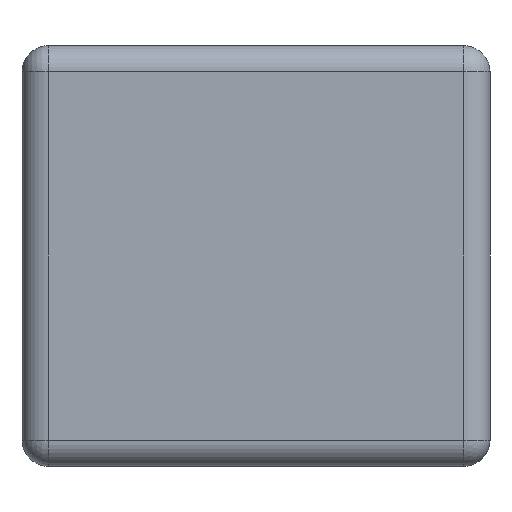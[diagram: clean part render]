
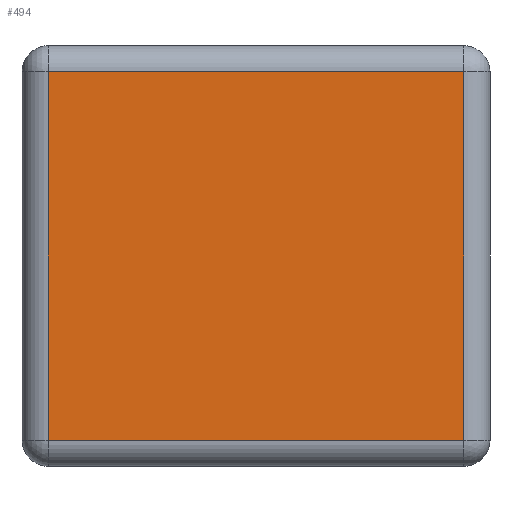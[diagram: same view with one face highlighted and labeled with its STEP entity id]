
A CAD part, left-side view. The second image highlights one B-rep face of the part: STEP entity #494.
In plain terms, the highlighted planar face has unit normal (-1, 0, 0).
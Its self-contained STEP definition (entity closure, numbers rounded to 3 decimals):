
#14 = DIRECTION ( 'NONE',  ( 0., 1., 0. ) ) ;
#205 = CARTESIAN_POINT ( 'NONE',  ( -1.6, 1.78, -0.8 ) ) ;
#224 = VERTEX_POINT ( 'NONE', #1165 ) ;
#245 = CARTESIAN_POINT ( 'NONE',  ( -1.6, 1.68, -0.8 ) ) ;
#272 = VECTOR ( 'NONE', #509, 1000. ) ;
#349 = CARTESIAN_POINT ( 'NONE',  ( -1.6, 0.1, -0.7 ) ) ;
#368 = VERTEX_POINT ( 'NONE', #992 ) ;
#374 = ORIENTED_EDGE ( 'NONE', *, *, #875, .T. ) ;
#380 = LINE ( 'NONE', #245, #1188 ) ;
#382 = ORIENTED_EDGE ( 'NONE', *, *, #388, .T. ) ;
#388 = EDGE_CURVE ( 'NONE', #978, #368, #1271, .T. ) ;
#494 = ADVANCED_FACE ( 'NONE', ( #1144 ), #598, .F. ) ;
#509 = DIRECTION ( 'NONE',  ( 0., -1., 0. ) ) ;
#511 = CARTESIAN_POINT ( 'NONE',  ( -1.6, 1.78, 0.7 ) ) ;
#528 = CARTESIAN_POINT ( 'NONE',  ( -1.6, 0.1, 0.7 ) ) ;
#558 = DIRECTION ( 'NONE',  ( 0., 0., -1. ) ) ;
#564 = VECTOR ( 'NONE', #1019, 1000. ) ;
#598 = PLANE ( 'NONE',  #1111 ) ;
#615 = LINE ( 'NONE', #909, #564 ) ;
#638 = DIRECTION ( 'NONE',  ( 0., 0., -1. ) ) ;
#781 = VECTOR ( 'NONE', #14, 1000. ) ;
#823 = DIRECTION ( 'NONE',  ( 1., 0., 0. ) ) ;
#875 = EDGE_CURVE ( 'NONE', #368, #224, #380, .T. ) ;
#909 = CARTESIAN_POINT ( 'NONE',  ( -1.6, 0.1, -0.8 ) ) ;
#931 = ORIENTED_EDGE ( 'NONE', *, *, #1070, .T. ) ;
#978 = VERTEX_POINT ( 'NONE', #528 ) ;
#992 = CARTESIAN_POINT ( 'NONE',  ( -1.6, 1.68, 0.7 ) ) ;
#1019 = DIRECTION ( 'NONE',  ( 0., 0., 1. ) ) ;
#1047 = LINE ( 'NONE', #1098, #272 ) ;
#1064 = EDGE_CURVE ( 'NONE', #224, #1167, #1047, .T. ) ;
#1070 = EDGE_CURVE ( 'NONE', #1167, #978, #615, .T. ) ;
#1098 = CARTESIAN_POINT ( 'NONE',  ( -1.6, 1.78, -0.7 ) ) ;
#1107 = EDGE_LOOP ( 'NONE', ( #374, #1113, #931, #382 ) ) ;
#1111 = AXIS2_PLACEMENT_3D ( 'NONE', #205, #823, #638 ) ;
#1113 = ORIENTED_EDGE ( 'NONE', *, *, #1064, .T. ) ;
#1144 = FACE_OUTER_BOUND ( 'NONE', #1107, .T. ) ;
#1165 = CARTESIAN_POINT ( 'NONE',  ( -1.6, 1.68, -0.7 ) ) ;
#1167 = VERTEX_POINT ( 'NONE', #349 ) ;
#1188 = VECTOR ( 'NONE', #558, 1000. ) ;
#1271 = LINE ( 'NONE', #511, #781 ) ;
